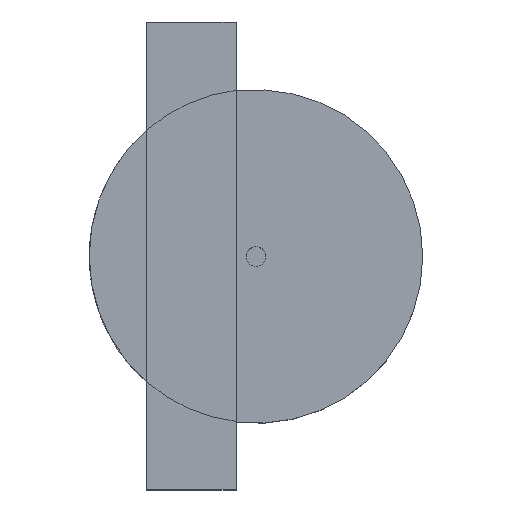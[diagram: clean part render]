
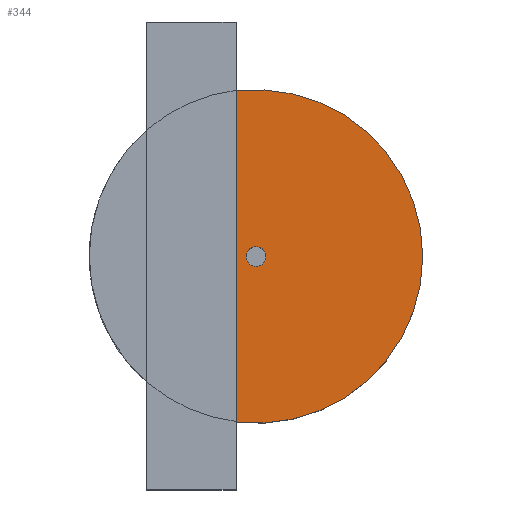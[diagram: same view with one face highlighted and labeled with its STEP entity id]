
A CAD part, top view. The second image highlights one B-rep face of the part: STEP entity #344.
In plain terms, the highlighted planar face has unit normal (0, 0, 1).
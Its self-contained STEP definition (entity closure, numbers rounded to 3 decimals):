
#33 = CYLINDRICAL_SURFACE('',#34,16.75);
#34 = AXIS2_PLACEMENT_3D('',#35,#36,#37);
#35 = CARTESIAN_POINT('',(0.,0.,10.));
#36 = DIRECTION('',(-0.,-0.,-1.));
#37 = DIRECTION('',(1.,0.,0.));
#58 = VERTEX_POINT('',#59);
#59 = CARTESIAN_POINT('',(16.75,0.,20.));
#73 = CYLINDRICAL_SURFACE('',#74,16.75);
#74 = AXIS2_PLACEMENT_3D('',#75,#76,#77);
#75 = CARTESIAN_POINT('',(0.,0.,10.));
#76 = DIRECTION('',(-0.,-0.,-1.));
#77 = DIRECTION('',(1.,0.,0.));
#85 = EDGE_CURVE('',#58,#86,#88,.T.);
#86 = VERTEX_POINT('',#87);
#87 = CARTESIAN_POINT('',(-2.,16.63,20.));
#88 = SURFACE_CURVE('',#89,(#94,#101),.PCURVE_S1.);
#89 = CIRCLE('',#90,16.75);
#90 = AXIS2_PLACEMENT_3D('',#91,#92,#93);
#91 = CARTESIAN_POINT('',(0.,0.,20.));
#92 = DIRECTION('',(0.,0.,1.));
#93 = DIRECTION('',(1.,0.,0.));
#94 = PCURVE('',#33,#95);
#95 = DEFINITIONAL_REPRESENTATION('',(#96),#100);
#96 = LINE('',#97,#98);
#97 = CARTESIAN_POINT('',(-0.,-10.));
#98 = VECTOR('',#99,1.);
#99 = DIRECTION('',(-1.,0.));
#100 = ( GEOMETRIC_REPRESENTATION_CONTEXT(2) 
PARAMETRIC_REPRESENTATION_CONTEXT() REPRESENTATION_CONTEXT('2D SPACE',''
  ) );
#101 = PCURVE('',#102,#107);
#102 = PLANE('',#103);
#103 = AXIS2_PLACEMENT_3D('',#104,#105,#106);
#104 = CARTESIAN_POINT('',(0.,0.,20.));
#105 = DIRECTION('',(0.,0.,1.));
#106 = DIRECTION('',(1.,0.,0.));
#107 = DEFINITIONAL_REPRESENTATION('',(#108),#112);
#108 = CIRCLE('',#109,16.75);
#109 = AXIS2_PLACEMENT_2D('',#110,#111);
#110 = CARTESIAN_POINT('',(0.,0.));
#111 = DIRECTION('',(1.,0.));
#112 = ( GEOMETRIC_REPRESENTATION_CONTEXT(2) 
PARAMETRIC_REPRESENTATION_CONTEXT() REPRESENTATION_CONTEXT('2D SPACE',''
  ) );
#296 = VERTEX_POINT('',#297);
#297 = CARTESIAN_POINT('',(-2.,-16.63,20.));
#344 = ADVANCED_FACE('',(#345,#394),#102,.T.);
#345 = FACE_BOUND('',#346,.T.);
#346 = EDGE_LOOP('',(#347,#369,#370));
#347 = ORIENTED_EDGE('',*,*,#348,.T.);
#348 = EDGE_CURVE('',#296,#58,#349,.T.);
#349 = SURFACE_CURVE('',#350,(#355,#362),.PCURVE_S1.);
#350 = CIRCLE('',#351,16.75);
#351 = AXIS2_PLACEMENT_3D('',#352,#353,#354);
#352 = CARTESIAN_POINT('',(0.,0.,20.));
#353 = DIRECTION('',(0.,0.,1.));
#354 = DIRECTION('',(1.,0.,0.));
#355 = PCURVE('',#102,#356);
#356 = DEFINITIONAL_REPRESENTATION('',(#357),#361);
#357 = CIRCLE('',#358,16.75);
#358 = AXIS2_PLACEMENT_2D('',#359,#360);
#359 = CARTESIAN_POINT('',(0.,0.));
#360 = DIRECTION('',(1.,0.));
#361 = ( GEOMETRIC_REPRESENTATION_CONTEXT(2) 
PARAMETRIC_REPRESENTATION_CONTEXT() REPRESENTATION_CONTEXT('2D SPACE',''
  ) );
#362 = PCURVE('',#73,#363);
#363 = DEFINITIONAL_REPRESENTATION('',(#364),#368);
#364 = LINE('',#365,#366);
#365 = CARTESIAN_POINT('',(-0.,-10.));
#366 = VECTOR('',#367,1.);
#367 = DIRECTION('',(-1.,0.));
#368 = ( GEOMETRIC_REPRESENTATION_CONTEXT(2) 
PARAMETRIC_REPRESENTATION_CONTEXT() REPRESENTATION_CONTEXT('2D SPACE',''
  ) );
#369 = ORIENTED_EDGE('',*,*,#85,.T.);
#370 = ORIENTED_EDGE('',*,*,#371,.F.);
#371 = EDGE_CURVE('',#296,#86,#372,.T.);
#372 = SURFACE_CURVE('',#373,(#377,#383),.PCURVE_S1.);
#373 = LINE('',#374,#375);
#374 = CARTESIAN_POINT('',(-2.,-12.5,20.));
#375 = VECTOR('',#376,1.);
#376 = DIRECTION('',(0.,1.,0.));
#377 = PCURVE('',#102,#378);
#378 = DEFINITIONAL_REPRESENTATION('',(#379),#382);
#379 = B_SPLINE_CURVE_WITH_KNOTS('',1,(#380,#381),.UNSPECIFIED.,.F.,.F.,
  (2,2),(-4.25,29.25),.PIECEWISE_BEZIER_KNOTS.);
#380 = CARTESIAN_POINT('',(-2.,-16.75));
#381 = CARTESIAN_POINT('',(-2.,16.75));
#382 = ( GEOMETRIC_REPRESENTATION_CONTEXT(2) 
PARAMETRIC_REPRESENTATION_CONTEXT() REPRESENTATION_CONTEXT('2D SPACE',''
  ) );
#383 = PCURVE('',#384,#389);
#384 = PLANE('',#385);
#385 = AXIS2_PLACEMENT_3D('',#386,#387,#388);
#386 = CARTESIAN_POINT('',(-2.,-25.,0.));
#387 = DIRECTION('',(1.,0.,0.));
#388 = DIRECTION('',(0.,0.,1.));
#389 = DEFINITIONAL_REPRESENTATION('',(#390),#393);
#390 = B_SPLINE_CURVE_WITH_KNOTS('',1,(#391,#392),.UNSPECIFIED.,.F.,.F.,
  (2,2),(-4.25,29.25),.PIECEWISE_BEZIER_KNOTS.);
#391 = CARTESIAN_POINT('',(20.,-8.25));
#392 = CARTESIAN_POINT('',(20.,-41.75));
#393 = ( GEOMETRIC_REPRESENTATION_CONTEXT(2) 
PARAMETRIC_REPRESENTATION_CONTEXT() REPRESENTATION_CONTEXT('2D SPACE',''
  ) );
#394 = FACE_BOUND('',#395,.T.);
#395 = EDGE_LOOP('',(#396));
#396 = ORIENTED_EDGE('',*,*,#397,.T.);
#397 = EDGE_CURVE('',#398,#398,#400,.T.);
#398 = VERTEX_POINT('',#399);
#399 = CARTESIAN_POINT('',(1.,0.,20.));
#400 = SURFACE_CURVE('',#401,(#406,#417),.PCURVE_S1.);
#401 = CIRCLE('',#402,1.);
#402 = AXIS2_PLACEMENT_3D('',#403,#404,#405);
#403 = CARTESIAN_POINT('',(0.,0.,20.));
#404 = DIRECTION('',(0.,0.,-1.));
#405 = DIRECTION('',(1.,0.,0.));
#406 = PCURVE('',#102,#407);
#407 = DEFINITIONAL_REPRESENTATION('',(#408),#416);
#408 = ( BOUNDED_CURVE() B_SPLINE_CURVE(2,(#409,#410,#411,#412,#413,#414
,#415),.UNSPECIFIED.,.T.,.F.) B_SPLINE_CURVE_WITH_KNOTS((1,2,2,2,2,1),(
    -2.094,0.,2.094,4.189,6.283,
8.378),.UNSPECIFIED.) CURVE() GEOMETRIC_REPRESENTATION_ITEM() 
RATIONAL_B_SPLINE_CURVE((1.,0.5,1.,0.5,1.,0.5,1.)) REPRESENTATION_ITEM(
  '') );
#409 = CARTESIAN_POINT('',(1.,0.));
#410 = CARTESIAN_POINT('',(1.,-1.732));
#411 = CARTESIAN_POINT('',(-0.5,-0.866));
#412 = CARTESIAN_POINT('',(-2.,0.));
#413 = CARTESIAN_POINT('',(-0.5,0.866));
#414 = CARTESIAN_POINT('',(1.,1.732));
#415 = CARTESIAN_POINT('',(1.,0.));
#416 = ( GEOMETRIC_REPRESENTATION_CONTEXT(2) 
PARAMETRIC_REPRESENTATION_CONTEXT() REPRESENTATION_CONTEXT('2D SPACE',''
  ) );
#417 = PCURVE('',#418,#423);
#418 = CYLINDRICAL_SURFACE('',#419,1.);
#419 = AXIS2_PLACEMENT_3D('',#420,#421,#422);
#420 = CARTESIAN_POINT('',(0.,0.,5.));
#421 = DIRECTION('',(-0.,-0.,-1.));
#422 = DIRECTION('',(1.,0.,0.));
#423 = DEFINITIONAL_REPRESENTATION('',(#424),#428);
#424 = LINE('',#425,#426);
#425 = CARTESIAN_POINT('',(-6.283,-15.));
#426 = VECTOR('',#427,1.);
#427 = DIRECTION('',(1.,-0.));
#428 = ( GEOMETRIC_REPRESENTATION_CONTEXT(2) 
PARAMETRIC_REPRESENTATION_CONTEXT() REPRESENTATION_CONTEXT('2D SPACE',''
  ) );
